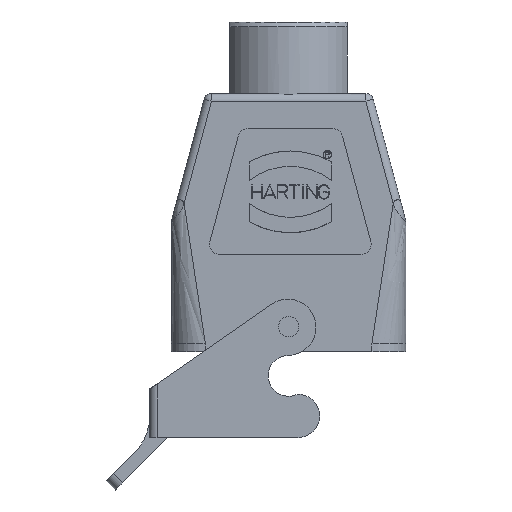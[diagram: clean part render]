
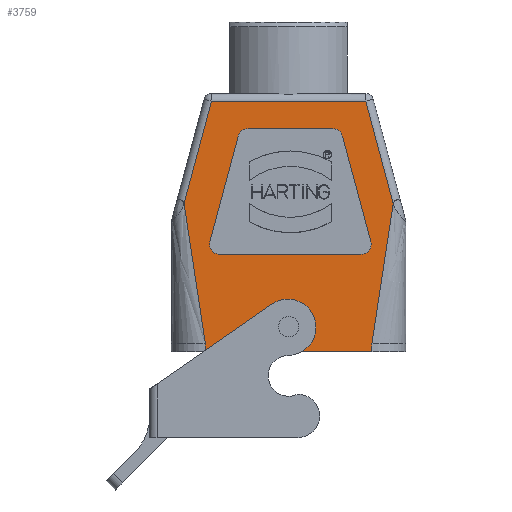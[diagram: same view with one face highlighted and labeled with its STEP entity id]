
A CAD part, front view. The second image highlights one B-rep face of the part: STEP entity #3759.
In plain terms, the highlighted planar face has unit normal (0, -1, 0).
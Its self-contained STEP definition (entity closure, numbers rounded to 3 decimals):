
#2215=PLANE('',#7897);
#2696=LINE('',#9916,#3187);
#2700=LINE('',#9926,#3191);
#2702=LINE('',#9930,#3193);
#2870=LINE('',#10905,#3361);
#2873=LINE('',#10913,#3364);
#2876=LINE('',#10921,#3367);
#2878=LINE('',#10927,#3369);
#2905=LINE('',#11003,#3396);
#2908=LINE('',#11045,#3399);
#2934=LINE('',#11572,#3425);
#2936=LINE('',#11581,#3427);
#2938=LINE('',#11752,#3429);
#2949=LINE('',#11957,#3440);
#2950=LINE('',#11961,#3441);
#2951=LINE('',#11963,#3442);
#3187=VECTOR('',#8474,1.);
#3191=VECTOR('',#8484,1.);
#3193=VECTOR('',#8488,1.);
#3361=VECTOR('',#8916,1.);
#3364=VECTOR('',#8925,1.);
#3367=VECTOR('',#8934,1.);
#3369=VECTOR('',#8942,1.);
#3396=VECTOR('',#9019,1.);
#3399=VECTOR('',#9032,1.);
#3425=VECTOR('',#9132,1.);
#3427=VECTOR('',#9142,1.);
#3429=VECTOR('',#9144,1.);
#3440=VECTOR('',#9171,1.);
#3441=VECTOR('',#9176,1.);
#3442=VECTOR('',#9177,1.);
#3759=ADVANCED_FACE('',(#3924,#3925,#3926),#2215,.T.);
#3924=FACE_BOUND('',#4261,.T.);
#3925=FACE_BOUND('',#4262,.T.);
#3926=FACE_BOUND('',#4263,.T.);
#4261=EDGE_LOOP('',(#5644,#5645,#5646,#5647));
#4262=EDGE_LOOP('',(#5648,#5649,#5650,#5651,#5652,#5653,#5654,#5655));
#4263=EDGE_LOOP('',(#5656,#5657,#5658,#5659,#5660,#5661,#5662,#5663));
#5644=ORIENTED_EDGE('',*,*,#6573,.T.);
#5645=ORIENTED_EDGE('',*,*,#6566,.T.);
#5646=ORIENTED_EDGE('',*,*,#6569,.T.);
#5647=ORIENTED_EDGE('',*,*,#6571,.T.);
#5648=ORIENTED_EDGE('',*,*,#6874,.T.);
#5649=ORIENTED_EDGE('',*,*,#6861,.T.);
#5650=ORIENTED_EDGE('',*,*,#6863,.T.);
#5651=ORIENTED_EDGE('',*,*,#6865,.T.);
#5652=ORIENTED_EDGE('',*,*,#6867,.T.);
#5653=ORIENTED_EDGE('',*,*,#6869,.T.);
#5654=ORIENTED_EDGE('',*,*,#6871,.T.);
#5655=ORIENTED_EDGE('',*,*,#6873,.T.);
#5656=ORIENTED_EDGE('',*,*,#7005,.F.);
#5657=ORIENTED_EDGE('',*,*,#7003,.T.);
#5658=ORIENTED_EDGE('',*,*,#6911,.T.);
#5659=ORIENTED_EDGE('',*,*,#6919,.T.);
#5660=ORIENTED_EDGE('',*,*,#6977,.T.);
#5661=ORIENTED_EDGE('',*,*,#6987,.T.);
#5662=ORIENTED_EDGE('',*,*,#6981,.T.);
#5663=ORIENTED_EDGE('',*,*,#7006,.T.);
#5982=VERTEX_POINT('',#9917);
#5983=VERTEX_POINT('',#9918);
#5984=VERTEX_POINT('',#9923);
#5985=VERTEX_POINT('',#9927);
#6180=VERTEX_POINT('',#10898);
#6181=VERTEX_POINT('',#10900);
#6182=VERTEX_POINT('',#10904);
#6183=VERTEX_POINT('',#10908);
#6184=VERTEX_POINT('',#10912);
#6185=VERTEX_POINT('',#10916);
#6186=VERTEX_POINT('',#10920);
#6187=VERTEX_POINT('',#10924);
#6212=VERTEX_POINT('',#11004);
#6213=VERTEX_POINT('',#11005);
#6216=VERTEX_POINT('',#11037);
#6254=VERTEX_POINT('',#11571);
#6257=VERTEX_POINT('',#11580);
#6258=VERTEX_POINT('',#11582);
#6269=VERTEX_POINT('',#11958);
#6270=VERTEX_POINT('',#11962);
#6566=EDGE_CURVE('',#5982,#5983,#2696,.T.);
#6569=EDGE_CURVE('',#5983,#5984,#7114,.T.);
#6571=EDGE_CURVE('',#5984,#5985,#2700,.T.);
#6573=EDGE_CURVE('',#5985,#5982,#2702,.T.);
#6861=EDGE_CURVE('',#6180,#6181,#7133,.T.);
#6863=EDGE_CURVE('',#6181,#6182,#2870,.T.);
#6865=EDGE_CURVE('',#6182,#6183,#7134,.T.);
#6867=EDGE_CURVE('',#6183,#6184,#2873,.T.);
#6869=EDGE_CURVE('',#6184,#6185,#7135,.T.);
#6871=EDGE_CURVE('',#6185,#6186,#2876,.T.);
#6873=EDGE_CURVE('',#6186,#6187,#7136,.T.);
#6874=EDGE_CURVE('',#6187,#6180,#2878,.T.);
#6911=EDGE_CURVE('',#6212,#6213,#2905,.T.);
#6919=EDGE_CURVE('',#6213,#6216,#2908,.T.);
#6977=EDGE_CURVE('',#6216,#6254,#2934,.T.);
#6981=EDGE_CURVE('',#6258,#6257,#2936,.T.);
#6987=EDGE_CURVE('',#6254,#6258,#2938,.T.);
#7003=EDGE_CURVE('',#6269,#6212,#2949,.T.);
#7005=EDGE_CURVE('',#6269,#6270,#2950,.T.);
#7006=EDGE_CURVE('',#6257,#6270,#2951,.T.);
#7114=CIRCLE('',#7674,3.327);
#7133=CIRCLE('',#7805,2.);
#7134=CIRCLE('',#7808,2.);
#7135=CIRCLE('',#7811,2.);
#7136=CIRCLE('',#7814,2.);
#7674=AXIS2_PLACEMENT_3D('',#9922,#8479,#8480);
#7805=AXIS2_PLACEMENT_3D('',#10901,#8911,#8912);
#7808=AXIS2_PLACEMENT_3D('',#10909,#8920,#8921);
#7811=AXIS2_PLACEMENT_3D('',#10917,#8929,#8930);
#7814=AXIS2_PLACEMENT_3D('',#10925,#8938,#8939);
#7897=AXIS2_PLACEMENT_3D('',#11964,#9178,#9179);
#8474=DIRECTION('',(0.,0.,1.));
#8479=DIRECTION('',(0.,1.,0.));
#8480=DIRECTION('',(-1.,0.,0.));
#8484=DIRECTION('',(0.,0.,-1.));
#8488=DIRECTION('',(-1.,0.,0.));
#8911=DIRECTION('',(0.,1.,0.));
#8912=DIRECTION('',(0.,0.,-1.));
#8916=DIRECTION('',(0.259,0.,0.966));
#8920=DIRECTION('',(0.,1.,0.));
#8921=DIRECTION('',(-0.966,0.,0.259));
#8925=DIRECTION('',(1.,0.,0.));
#8929=DIRECTION('',(0.,1.,0.));
#8930=DIRECTION('',(0.,0.,1.));
#8934=DIRECTION('',(0.259,0.,-0.966));
#8938=DIRECTION('',(0.,1.,0.));
#8939=DIRECTION('',(0.966,0.,0.259));
#8942=DIRECTION('',(-1.,0.,0.));
#9019=DIRECTION('',(0.15,0.,0.989));
#9032=DIRECTION('',(-0.259,0.,0.966));
#9132=DIRECTION('',(-1.,0.,0.));
#9142=DIRECTION('',(0.15,0.,-0.989));
#9144=DIRECTION('',(-0.259,0.,-0.966));
#9171=DIRECTION('',(0.,0.,1.));
#9176=DIRECTION('',(-1.,0.,0.));
#9177=DIRECTION('',(0.,0.,-1.));
#9178=DIRECTION('',(0.,-1.,0.));
#9179=DIRECTION('',(1.,0.,0.));
#9916=CARTESIAN_POINT('',(-3.327,-13.35,-8.1));
#9917=CARTESIAN_POINT('',(-3.327,-13.35,-8.1));
#9918=CARTESIAN_POINT('',(-3.327,-13.35,-4.75));
#9922=CARTESIAN_POINT('',(0.,-13.35,-4.75));
#9923=CARTESIAN_POINT('',(3.327,-13.35,-4.75));
#9926=CARTESIAN_POINT('',(3.327,-13.35,-4.75));
#9927=CARTESIAN_POINT('',(3.327,-13.35,-8.1));
#9930=CARTESIAN_POINT('',(3.327,-13.35,-8.1));
#10898=CARTESIAN_POINT('',(-13.476,-13.35,9.4));
#10900=CARTESIAN_POINT('',(-15.408,-13.35,11.918));
#10901=CARTESIAN_POINT('',(-13.476,-13.35,11.4));
#10904=CARTESIAN_POINT('',(-9.872,-13.35,32.576));
#10905=CARTESIAN_POINT('',(-15.408,-13.35,11.918));
#10908=CARTESIAN_POINT('',(-7.94,-13.35,34.059));
#10909=CARTESIAN_POINT('',(-7.94,-13.35,32.059));
#10912=CARTESIAN_POINT('',(8.62,-13.35,34.059));
#10913=CARTESIAN_POINT('',(-7.94,-13.35,34.059));
#10916=CARTESIAN_POINT('',(10.552,-13.35,32.576));
#10917=CARTESIAN_POINT('',(8.62,-13.35,32.059));
#10920=CARTESIAN_POINT('',(16.088,-13.35,11.918));
#10921=CARTESIAN_POINT('',(10.552,-13.35,32.576));
#10924=CARTESIAN_POINT('',(14.156,-13.35,9.4));
#10925=CARTESIAN_POINT('',(14.156,-13.35,11.4));
#10927=CARTESIAN_POINT('',(14.156,-13.35,9.4));
#11003=CARTESIAN_POINT('',(16.3,-13.35,-8.1));
#11004=CARTESIAN_POINT('',(16.3,-13.35,-8.1));
#11005=CARTESIAN_POINT('',(20.474,-13.35,19.345));
#11037=CARTESIAN_POINT('',(15.1,-13.35,39.4));
#11045=CARTESIAN_POINT('',(20.474,-13.35,19.345));
#11571=CARTESIAN_POINT('',(-15.1,-13.35,39.4));
#11572=CARTESIAN_POINT('',(15.1,-13.35,39.4));
#11580=CARTESIAN_POINT('',(-16.3,-13.35,-8.1));
#11581=CARTESIAN_POINT('',(-20.474,-13.35,19.345));
#11582=CARTESIAN_POINT('',(-20.474,-13.35,19.345));
#11752=CARTESIAN_POINT('',(-15.1,-13.35,39.4));
#11957=CARTESIAN_POINT('',(16.3,-13.35,-9.6));
#11958=CARTESIAN_POINT('',(16.3,-13.35,-9.6));
#11961=CARTESIAN_POINT('',(16.3,-13.35,-9.6));
#11962=CARTESIAN_POINT('',(-16.3,-13.35,-9.6));
#11963=CARTESIAN_POINT('',(-16.3,-13.35,-8.1));
#11964=CARTESIAN_POINT('',(-24.298,-13.35,-13.2));
